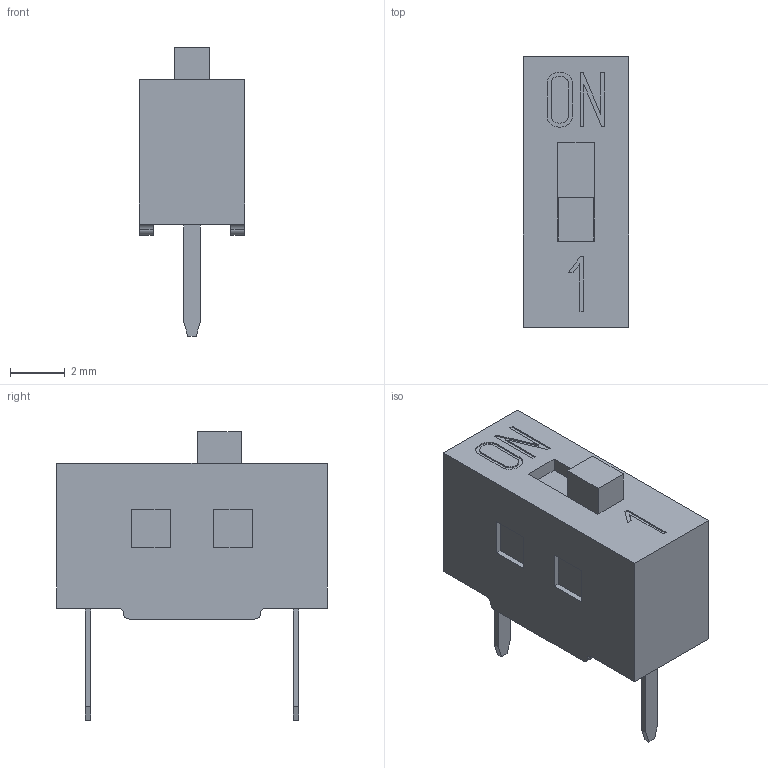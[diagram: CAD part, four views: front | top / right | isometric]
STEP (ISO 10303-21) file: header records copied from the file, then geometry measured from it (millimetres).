
FILE_DESCRIPTION(/* description */ ('Unknown'),/* implementation_level */ '2;1');
FILE_NAME(/* name */ '418117270901',/* time_stamp */ '2018-08-10T13:39:49+02:00',/* author */ ('Unknown'),/* organization */ ('Unknown'),/* preprocessor_version */ 'ST-DEVELOPER v16.7',/* originating_system */ 'DEX',/* authorisation */ $);
FILE_SCHEMA (('AUTOMOTIVE_DESIGN {1 0 10303 214 3 1 1}'));
Length unit declared in the file: millimetre
Products named in the file (4): 418117270901; Base_switch; clip; base
Assembly tree (3 placements, depth 2):
  418117270901
    Base_switch
    clip
    base
Bounding box: 3.84 x 9.9 x 10.55 mm (x, y, z)
Volume: 149.7 mm3; surface area: 543.6 mm2
Topology: 3 solids, 3 shells, 110 faces, 279 edges, 186 vertices
Faces by surface type: plane 99, cylinder 9, bspline 2
Entity records: 4136 total; most frequent: CARTESIAN_POINT 799, ORIENTED_EDGE 554, DIRECTION 481, EDGE_CURVE 277, LINE 221, VECTOR 221, VERTEX_POINT 186, AXIS2_PLACEMENT_3D 130
